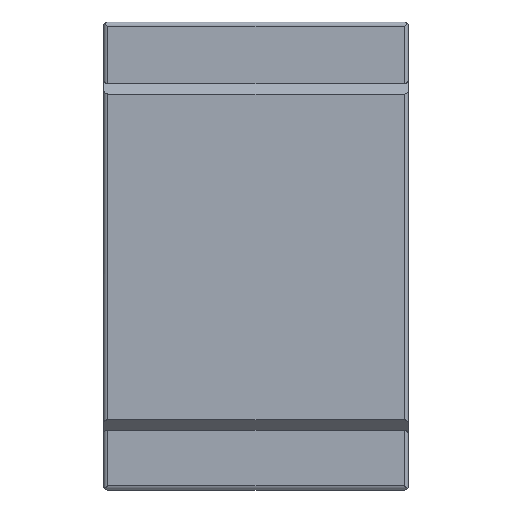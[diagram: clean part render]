
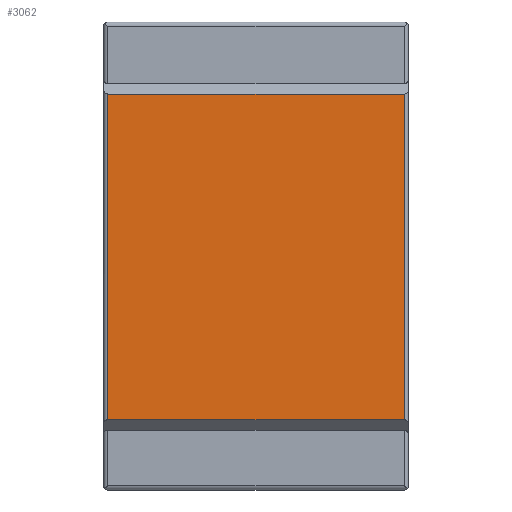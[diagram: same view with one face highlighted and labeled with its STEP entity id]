
A CAD part, top view. The second image highlights one B-rep face of the part: STEP entity #3062.
In plain terms, the highlighted planar face has unit normal (0, 0, 1).
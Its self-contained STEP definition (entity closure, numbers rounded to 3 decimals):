
#352=LINE('',#15045,#590);
#353=LINE('',#15048,#591);
#354=LINE('',#15050,#592);
#355=LINE('',#15052,#593);
#590=VECTOR('',#4424,1000.);
#591=VECTOR('',#4425,1000.);
#592=VECTOR('',#4426,1000.);
#593=VECTOR('',#4427,1000.);
#764=PLANE('',#3514);
#1530=ORIENTED_EDGE('',*,*,#2042,.T.);
#1531=ORIENTED_EDGE('',*,*,#2043,.T.);
#1532=ORIENTED_EDGE('',*,*,#2044,.T.);
#1533=ORIENTED_EDGE('',*,*,#2045,.T.);
#2042=EDGE_CURVE('',#2352,#2353,#352,.T.);
#2043=EDGE_CURVE('',#2353,#2354,#353,.F.);
#2044=EDGE_CURVE('',#2354,#2355,#354,.T.);
#2045=EDGE_CURVE('',#2355,#2352,#355,.F.);
#2352=VERTEX_POINT('',#15046);
#2353=VERTEX_POINT('',#15047);
#2354=VERTEX_POINT('',#15049);
#2355=VERTEX_POINT('',#15051);
#2661=EDGE_LOOP('',(#1530,#1531,#1532,#1533));
#2861=FACE_BOUND('',#2661,.T.);
#3062=ADVANCED_FACE('',(#2861),#764,.F.);
#3514=AXIS2_PLACEMENT_3D('',#15044,#4422,#4423);
#4422=DIRECTION('',(0.,0.,-1.));
#4423=DIRECTION('',(-1.,0.,0.));
#4424=DIRECTION('',(1.,0.,0.));
#4425=DIRECTION('',(0.,-1.,0.));
#4426=DIRECTION('',(-1.,0.,0.));
#4427=DIRECTION('',(0.,1.,0.));
#15044=CARTESIAN_POINT('',(0.,0.,0.575));
#15045=CARTESIAN_POINT('',(0.,-0.395,0.575));
#15046=CARTESIAN_POINT('',(-0.71,-0.395,0.575));
#15047=CARTESIAN_POINT('',(0.71,-0.395,0.575));
#15048=CARTESIAN_POINT('',(0.71,1.165,0.575));
#15049=CARTESIAN_POINT('',(0.71,1.165,0.575));
#15050=CARTESIAN_POINT('',(0.,1.165,0.575));
#15051=CARTESIAN_POINT('',(-0.71,1.165,0.575));
#15052=CARTESIAN_POINT('',(-0.71,-0.395,0.575));
